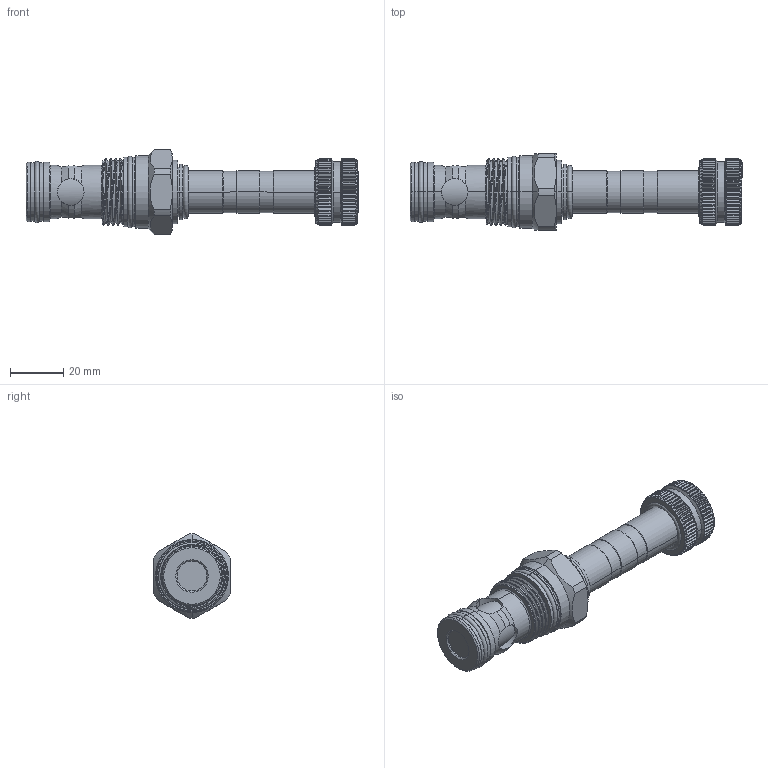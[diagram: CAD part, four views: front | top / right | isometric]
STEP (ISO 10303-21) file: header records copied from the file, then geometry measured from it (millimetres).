
FILE_DESCRIPTION (( 'STEP AP203' ), '1' );
FILE_NAME ('EP5A2C32N05.STEP', '2024-08-15T00:53:58', ( '' ), ( '' ), 'SwSTEP 2.0', 'SolidWorks 2018', '' );
FILE_SCHEMA (( 'CONFIG_CONTROL_DESIGN' ));
Length unit declared in the file: millimetre
Products named in the file (1): EP5A2C32N05
Bounding box: 124.7 x 28.57 x 31.6 mm (x, y, z)
Volume: 43089.9 mm3; surface area: 12200.6 mm2
Topology: 3 solids, 3 shells, 1043 faces, 2772 edges, 1760 vertices
Faces by surface type: cylinder 427, plane 424, cone 152, torus 20, bspline 16, sphere 4
Entity records: 38594 total; most frequent: CARTESIAN_POINT 13676, ORIENTED_EDGE 5524, DIRECTION 4877, EDGE_CURVE 2762, AXIS2_PLACEMENT_3D 1902, VERTEX_POINT 1754, EDGE_LOOP 1074, LINE 1073
